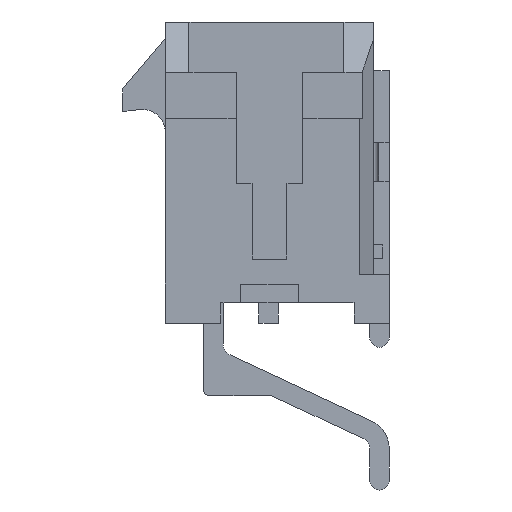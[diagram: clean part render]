
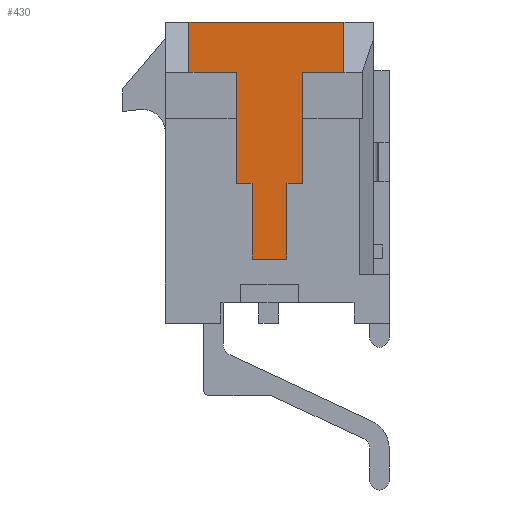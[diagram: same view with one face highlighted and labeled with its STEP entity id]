
A CAD part, left-side view. The second image highlights one B-rep face of the part: STEP entity #430.
In plain terms, the highlighted planar face has unit normal (-1, 0, 0).
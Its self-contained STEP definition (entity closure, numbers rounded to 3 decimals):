
#10 = VECTOR ( 'NONE', #2961, 1000. ) ;
#103 = DIRECTION ( 'NONE',  ( 0., 1., 0. ) ) ;
#365 = EDGE_CURVE ( 'NONE', #399, #1151, #1011, .T. ) ;
#380 = VECTOR ( 'NONE', #1988, 1000. ) ;
#383 = DIRECTION ( 'NONE',  ( 1., 0., 0. ) ) ;
#399 = VERTEX_POINT ( 'NONE', #4568 ) ;
#430 = ADVANCED_FACE ( 'NONE', ( #3736 ), #7181, .F. ) ;
#455 = EDGE_CURVE ( 'NONE', #5553, #5859, #3784, .T. ) ;
#513 = DIRECTION ( 'NONE',  ( 0., 0., -1. ) ) ;
#542 = LINE ( 'NONE', #3350, #5080 ) ;
#754 = LINE ( 'NONE', #6509, #8306 ) ;
#878 = DIRECTION ( 'NONE',  ( 0., 0., 1. ) ) ;
#884 = VERTEX_POINT ( 'NONE', #3722 ) ;
#1011 = LINE ( 'NONE', #4381, #2460 ) ;
#1059 = CARTESIAN_POINT ( 'NONE',  ( -4.925, 5.04, 4.955 ) ) ;
#1136 = CARTESIAN_POINT ( 'NONE',  ( -4.925, 1.49, 3.305 ) ) ;
#1151 = VERTEX_POINT ( 'NONE', #2759 ) ;
#1218 = CARTESIAN_POINT ( 'NONE',  ( -4.925, 4.515, -0.345 ) ) ;
#1284 = LINE ( 'NONE', #2528, #7593 ) ;
#1447 = VECTOR ( 'NONE', #878, 1000. ) ;
#1456 = VECTOR ( 'NONE', #7294, 1000. ) ;
#1684 = CARTESIAN_POINT ( 'NONE',  ( -4.925, 4.515, -0.345 ) ) ;
#1752 = DIRECTION ( 'NONE',  ( 0., 1., 0. ) ) ;
#1988 = DIRECTION ( 'NONE',  ( 0., 1., 0. ) ) ;
#2219 = CARTESIAN_POINT ( 'NONE',  ( -4.925, 6.59, 3.305 ) ) ;
#2239 = EDGE_CURVE ( 'NONE', #7090, #3925, #1284, .T. ) ;
#2413 = VECTOR ( 'NONE', #513, 1000. ) ;
#2460 = VECTOR ( 'NONE', #6550, 1000. ) ;
#2465 = ORIENTED_EDGE ( 'NONE', *, *, #8595, .F. ) ;
#2528 = CARTESIAN_POINT ( 'NONE',  ( -4.925, 6.59, -2.845 ) ) ;
#2529 = CARTESIAN_POINT ( 'NONE',  ( -4.925, 3.365, -2.845 ) ) ;
#2694 = VERTEX_POINT ( 'NONE', #8911 ) ;
#2759 = CARTESIAN_POINT ( 'NONE',  ( -4.925, 3.365, -0.345 ) ) ;
#2937 = CARTESIAN_POINT ( 'NONE',  ( -4.925, 2.84, 4.955 ) ) ;
#2961 = DIRECTION ( 'NONE',  ( 0., 0., 1. ) ) ;
#3021 = EDGE_LOOP ( 'NONE', ( #3500, #7762, #4730, #5991, #5246, #8915, #7655, #3874, #3935, #7050, #3565, #2465 ) ) ;
#3024 = VECTOR ( 'NONE', #103, 1000. ) ;
#3184 = DIRECTION ( 'NONE',  ( 0., -1., 0. ) ) ;
#3247 = CARTESIAN_POINT ( 'NONE',  ( -4.925, 6.59, 3.305 ) ) ;
#3350 = CARTESIAN_POINT ( 'NONE',  ( -4.925, 1.49, 0. ) ) ;
#3500 = ORIENTED_EDGE ( 'NONE', *, *, #8150, .F. ) ;
#3565 = ORIENTED_EDGE ( 'NONE', *, *, #4152, .F. ) ;
#3722 = CARTESIAN_POINT ( 'NONE',  ( -4.925, 6.59, 4.955 ) ) ;
#3736 = FACE_OUTER_BOUND ( 'NONE', #3021, .T. ) ;
#3784 = LINE ( 'NONE', #1059, #1447 ) ;
#3874 = ORIENTED_EDGE ( 'NONE', *, *, #2239, .F. ) ;
#3925 = VERTEX_POINT ( 'NONE', #6085 ) ;
#3935 = ORIENTED_EDGE ( 'NONE', *, *, #7171, .F. ) ;
#4148 = VERTEX_POINT ( 'NONE', #1684 ) ;
#4152 = EDGE_CURVE ( 'NONE', #2694, #399, #4498, .T. ) ;
#4290 = CARTESIAN_POINT ( 'NONE',  ( -4.925, 7.37, 4.955 ) ) ;
#4322 = VERTEX_POINT ( 'NONE', #1136 ) ;
#4381 = CARTESIAN_POINT ( 'NONE',  ( -4.925, 2.84, -0.345 ) ) ;
#4434 = LINE ( 'NONE', #2219, #3024 ) ;
#4498 = LINE ( 'NONE', #2937, #1456 ) ;
#4568 = CARTESIAN_POINT ( 'NONE',  ( -4.925, 2.84, -0.345 ) ) ;
#4730 = ORIENTED_EDGE ( 'NONE', *, *, #8313, .F. ) ;
#4734 = DIRECTION ( 'NONE',  ( 0., 1., 0. ) ) ;
#4767 = EDGE_CURVE ( 'NONE', #4148, #5553, #8293, .T. ) ;
#4795 = CARTESIAN_POINT ( 'NONE',  ( -4.925, 6.59, 3.305 ) ) ;
#4908 = EDGE_CURVE ( 'NONE', #3925, #4148, #5715, .T. ) ;
#5080 = VECTOR ( 'NONE', #6884, 1000. ) ;
#5143 = VECTOR ( 'NONE', #5548, 1000. ) ;
#5202 = VERTEX_POINT ( 'NONE', #6871 ) ;
#5246 = ORIENTED_EDGE ( 'NONE', *, *, #455, .F. ) ;
#5548 = DIRECTION ( 'NONE',  ( 0., 1., 0. ) ) ;
#5553 = VERTEX_POINT ( 'NONE', #5983 ) ;
#5715 = LINE ( 'NONE', #7735, #10 ) ;
#5806 = CARTESIAN_POINT ( 'NONE',  ( -4.925, 6.59, 4.955 ) ) ;
#5859 = VERTEX_POINT ( 'NONE', #6841 ) ;
#5983 = CARTESIAN_POINT ( 'NONE',  ( -4.925, 5.04, -0.345 ) ) ;
#5991 = ORIENTED_EDGE ( 'NONE', *, *, #8283, .F. ) ;
#6085 = CARTESIAN_POINT ( 'NONE',  ( -4.925, 4.515, -2.845 ) ) ;
#6509 = CARTESIAN_POINT ( 'NONE',  ( -4.925, 6.59, 4.955 ) ) ;
#6550 = DIRECTION ( 'NONE',  ( 0., 1., 0. ) ) ;
#6575 = EDGE_CURVE ( 'NONE', #884, #5202, #7218, .T. ) ;
#6831 = LINE ( 'NONE', #4795, #380 ) ;
#6841 = CARTESIAN_POINT ( 'NONE',  ( -4.925, 5.04, 3.305 ) ) ;
#6863 = LINE ( 'NONE', #8920, #2413 ) ;
#6871 = CARTESIAN_POINT ( 'NONE',  ( -4.925, 1.49, 4.955 ) ) ;
#6884 = DIRECTION ( 'NONE',  ( 0., 0., -1. ) ) ;
#7050 = ORIENTED_EDGE ( 'NONE', *, *, #365, .F. ) ;
#7090 = VERTEX_POINT ( 'NONE', #2529 ) ;
#7171 = EDGE_CURVE ( 'NONE', #1151, #7090, #6863, .T. ) ;
#7181 = PLANE ( 'NONE',  #8337 ) ;
#7218 = LINE ( 'NONE', #4290, #7248 ) ;
#7248 = VECTOR ( 'NONE', #3184, 1000. ) ;
#7294 = DIRECTION ( 'NONE',  ( 0., 0., -1. ) ) ;
#7593 = VECTOR ( 'NONE', #4734, 1000. ) ;
#7655 = ORIENTED_EDGE ( 'NONE', *, *, #4908, .F. ) ;
#7735 = CARTESIAN_POINT ( 'NONE',  ( -4.925, 4.515, 4.955 ) ) ;
#7762 = ORIENTED_EDGE ( 'NONE', *, *, #6575, .F. ) ;
#8150 = EDGE_CURVE ( 'NONE', #5202, #4322, #542, .T. ) ;
#8283 = EDGE_CURVE ( 'NONE', #5859, #8372, #4434, .T. ) ;
#8293 = LINE ( 'NONE', #1218, #5143 ) ;
#8306 = VECTOR ( 'NONE', #8610, 1000. ) ;
#8313 = EDGE_CURVE ( 'NONE', #8372, #884, #754, .T. ) ;
#8337 = AXIS2_PLACEMENT_3D ( 'NONE', #5806, #383, #1752 ) ;
#8372 = VERTEX_POINT ( 'NONE', #3247 ) ;
#8595 = EDGE_CURVE ( 'NONE', #4322, #2694, #6831, .T. ) ;
#8610 = DIRECTION ( 'NONE',  ( 0., 0., 1. ) ) ;
#8911 = CARTESIAN_POINT ( 'NONE',  ( -4.925, 2.84, 3.305 ) ) ;
#8915 = ORIENTED_EDGE ( 'NONE', *, *, #4767, .F. ) ;
#8920 = CARTESIAN_POINT ( 'NONE',  ( -4.925, 3.365, 4.955 ) ) ;
